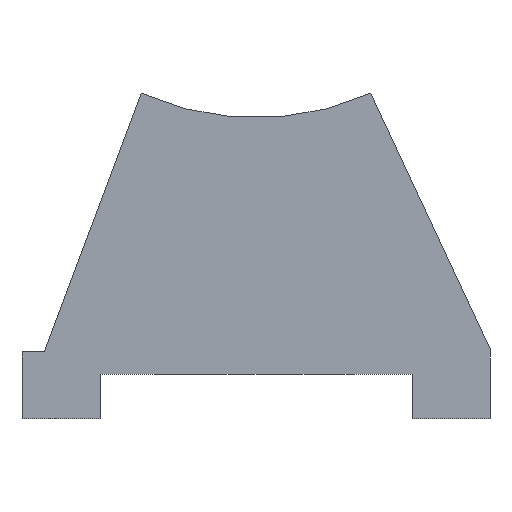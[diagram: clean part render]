
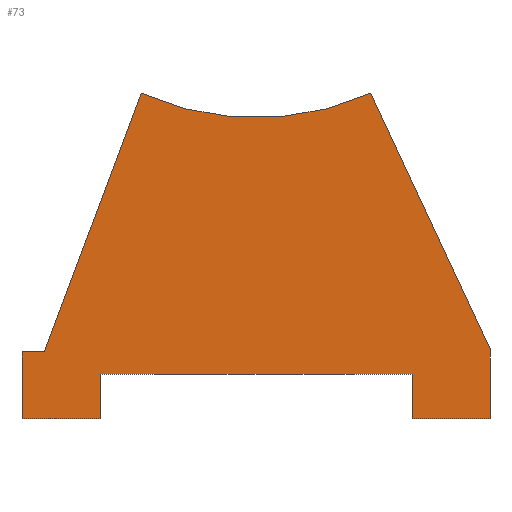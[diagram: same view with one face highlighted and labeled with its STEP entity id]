
A CAD part, front view. The second image highlights one B-rep face of the part: STEP entity #73.
In plain terms, the highlighted planar face has unit normal (0, -1, 0).
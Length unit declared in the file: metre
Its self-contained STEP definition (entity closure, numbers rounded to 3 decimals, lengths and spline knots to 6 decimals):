
#73 = ADVANCED_FACE( '', ( #160 ), #161, .F. );
#160 = FACE_OUTER_BOUND( '', #254, .T. );
#161 = PLANE( '', #255 );
#254 = EDGE_LOOP( '', ( #401, #402, #403, #404, #405, #406, #407, #408, #409, #410, #411 ) );
#255 = AXIS2_PLACEMENT_3D( '', #412, #413, #414 );
#401 = ORIENTED_EDGE( '', *, *, #483, .T. );
#402 = ORIENTED_EDGE( '', *, *, #494, .T. );
#403 = ORIENTED_EDGE( '', *, *, #472, .T. );
#404 = ORIENTED_EDGE( '', *, *, #515, .T. );
#405 = ORIENTED_EDGE( '', *, *, #503, .T. );
#406 = ORIENTED_EDGE( '', *, *, #522, .T. );
#407 = ORIENTED_EDGE( '', *, *, #523, .T. );
#408 = ORIENTED_EDGE( '', *, *, #524, .T. );
#409 = ORIENTED_EDGE( '', *, *, #525, .T. );
#410 = ORIENTED_EDGE( '', *, *, #517, .T. );
#411 = ORIENTED_EDGE( '', *, *, #497, .T. );
#412 = CARTESIAN_POINT( '', ( 0., 0., 0.026 ) );
#413 = DIRECTION( '', ( 0., 1., 0. ) );
#414 = DIRECTION( '', ( 0., 0., 1. ) );
#472 = EDGE_CURVE( '', #546, #547, #548, .T. );
#483 = EDGE_CURVE( '', #566, #567, #568, .T. );
#494 = EDGE_CURVE( '', #567, #546, #584, .T. );
#497 = EDGE_CURVE( '', #587, #566, #588, .T. );
#503 = EDGE_CURVE( '', #596, #597, #598, .T. );
#515 = EDGE_CURVE( '', #547, #596, #616, .T. );
#517 = EDGE_CURVE( '', #618, #587, #619, .T. );
#522 = EDGE_CURVE( '', #597, #625, #626, .T. );
#523 = EDGE_CURVE( '', #625, #627, #628, .T. );
#524 = EDGE_CURVE( '', #627, #629, #630, .T. );
#525 = EDGE_CURVE( '', #629, #618, #631, .T. );
#546 = VERTEX_POINT( '', #930 );
#547 = VERTEX_POINT( '', #931 );
#548 = CIRCLE( '', #932, 0.0125 );
#566 = VERTEX_POINT( '', #1228 );
#567 = VERTEX_POINT( '', #1229 );
#568 = LINE( '', #1230, #1231 );
#584 = LINE( '', #1250, #1251 );
#587 = VERTEX_POINT( '', #1255 );
#588 = LINE( '', #1256, #1257 );
#596 = VERTEX_POINT( '', #1267 );
#597 = VERTEX_POINT( '', #1268 );
#598 = LINE( '', #1269, #1270 );
#616 = LINE( '', #1297, #1298 );
#618 = VERTEX_POINT( '', #1300 );
#619 = LINE( '', #1301, #1302 );
#625 = VERTEX_POINT( '', #1309 );
#626 = LINE( '', #1310, #1311 );
#627 = VERTEX_POINT( '', #1312 );
#628 = LINE( '', #1313, #1314 );
#629 = VERTEX_POINT( '', #1315 );
#630 = LINE( '', #1316, #1317 );
#631 = LINE( '', #1318, #1319 );
#930 = CARTESIAN_POINT( '', ( 0.00515, 0., 0.01461 ) );
#931 = CARTESIAN_POINT( '', ( -0.00515, 0., 0.01461 ) );
#932 = AXIS2_PLACEMENT_3D( '', #1336, #1337, #1338 );
#1228 = CARTESIAN_POINT( '', ( 0.0105, 0., 0. ) );
#1229 = CARTESIAN_POINT( '', ( 0.0105, 0., 0.003137 ) );
#1230 = CARTESIAN_POINT( '', ( 0.0105, 0., 0.003137 ) );
#1231 = VECTOR( '', #1347, 1. );
#1250 = CARTESIAN_POINT( '', ( 0.0105, 0., 0.003137 ) );
#1251 = VECTOR( '', #1360, 1. );
#1255 = CARTESIAN_POINT( '', ( 0.007, 0., 0. ) );
#1256 = CARTESIAN_POINT( '', ( 0.0105, 0., 0. ) );
#1257 = VECTOR( '', #1362, 1. );
#1267 = CARTESIAN_POINT( '', ( -0.0095, 0., 0.003 ) );
#1268 = CARTESIAN_POINT( '', ( -0.0105, 0., 0.003 ) );
#1269 = CARTESIAN_POINT( '', ( -0.0105, 0., 0.003 ) );
#1270 = VECTOR( '', #1368, 1. );
#1297 = CARTESIAN_POINT( '', ( -0.0095, 0., 0.003 ) );
#1298 = VECTOR( '', #1378, 1. );
#1300 = CARTESIAN_POINT( '', ( 0.007, 0., 0.002 ) );
#1301 = CARTESIAN_POINT( '', ( 0.007, 0., 0.002 ) );
#1302 = VECTOR( '', #1379, 1. );
#1309 = CARTESIAN_POINT( '', ( -0.0105, 0., 0. ) );
#1310 = CARTESIAN_POINT( '', ( -0.0105, 0., 0. ) );
#1311 = VECTOR( '', #1384, 1. );
#1312 = CARTESIAN_POINT( '', ( -0.007, 0., 0. ) );
#1313 = CARTESIAN_POINT( '', ( -0.0105, 0., 0. ) );
#1314 = VECTOR( '', #1385, 1. );
#1315 = CARTESIAN_POINT( '', ( -0.007, 0., 0.002 ) );
#1316 = CARTESIAN_POINT( '', ( -0.007, 0., 0. ) );
#1317 = VECTOR( '', #1386, 1. );
#1318 = CARTESIAN_POINT( '', ( -0.007, 0., 0.002 ) );
#1319 = VECTOR( '', #1387, 1. );
#1336 = CARTESIAN_POINT( '', ( 0., 0., 0.026 ) );
#1337 = DIRECTION( '', ( 0., 1., 0. ) );
#1338 = DIRECTION( '', ( 1., 0., 0. ) );
#1347 = DIRECTION( '', ( 0., 0., 1. ) );
#1360 = DIRECTION( '', ( -0.423, 0., 0.906 ) );
#1362 = DIRECTION( '', ( 1., 0., 0. ) );
#1368 = DIRECTION( '', ( -1., 0., 0. ) );
#1378 = DIRECTION( '', ( -0.351, 0., -0.936 ) );
#1379 = DIRECTION( '', ( 0., 0., -1. ) );
#1384 = DIRECTION( '', ( 0., 0., -1. ) );
#1385 = DIRECTION( '', ( 1., 0., 0. ) );
#1386 = DIRECTION( '', ( 0., 0., 1. ) );
#1387 = DIRECTION( '', ( 1., 0., 0. ) );
